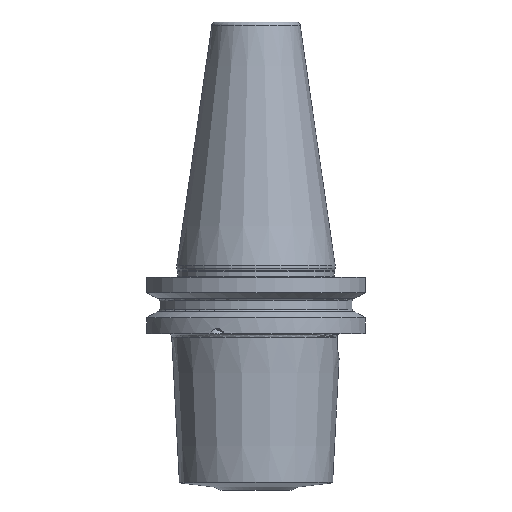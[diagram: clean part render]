
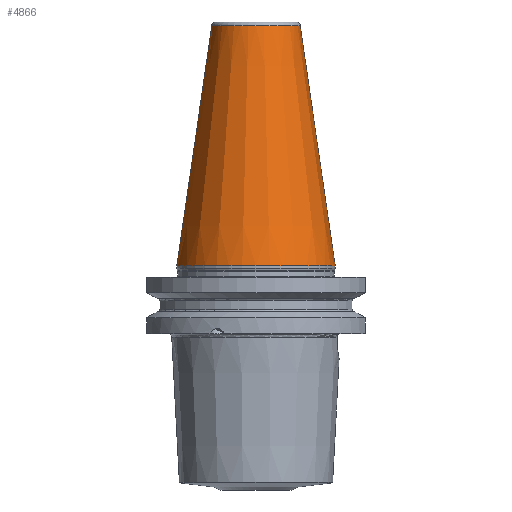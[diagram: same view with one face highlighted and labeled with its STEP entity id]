
A CAD part, left-side view. The second image highlights one B-rep face of the part: STEP entity #4866.
In plain terms, the highlighted conical face has half-angle 8.3 degrees and reference radius 17.311 mm.
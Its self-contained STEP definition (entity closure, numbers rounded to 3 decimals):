
#2072=CARTESIAN_POINT('',(0.,0.,0.));
#2073=DIRECTION('',(0.,0.,1.));
#2074=DIRECTION('',(0.,1.,0.));
#2075=AXIS2_PLACEMENT_3D('',#2072,#2073,#2074);
#2088=CARTESIAN_POINT('',(0.,0.,67.373));
#2089=DIRECTION('',(0.,0.,1.));
#2090=DIRECTION('',(0.,1.,0.));
#2091=AXIS2_PLACEMENT_3D('',#2088,#2089,#2090);
#3300=DIRECTION('',(0.,-0.144,0.99));
#3301=VECTOR('',#3300,68.086);
#3302=CARTESIAN_POINT('',(0.,22.225,0.));
#3303=LINE('',#3302,#3301);
#3315=DIRECTION('',(0.,0.144,0.99));
#3316=VECTOR('',#3315,68.086);
#3317=CARTESIAN_POINT('',(0.,-22.225,0.));
#3318=LINE('',#3317,#3316);
#3366=CARTESIAN_POINT('',(0.,-22.225,0.));
#3367=VERTEX_POINT('',#3366);
#3368=CARTESIAN_POINT('',(0.,22.225,0.));
#3369=VERTEX_POINT('',#3368);
#3554=CARTESIAN_POINT('',(0.,12.396,67.373));
#3555=CARTESIAN_POINT('',(0.,-12.396,67.373));
#3556=VERTEX_POINT('',#3554);
#3557=VERTEX_POINT('',#3555);
#4852=CARTESIAN_POINT('',(0.,0.,33.687));
#4853=DIRECTION('',(0.,0.,-1.));
#4854=DIRECTION('',(0.,1.,0.));
#4855=AXIS2_PLACEMENT_3D('',#4852,#4853,#4854);
#4856=CONICAL_SURFACE('',#4855,17.311,8.3);
#4858=ORIENTED_EDGE('',*,*,#4857,.T.);
#4860=ORIENTED_EDGE('',*,*,#4859,.F.);
#4861=ORIENTED_EDGE('',*,*,#4847,.F.);
#4863=ORIENTED_EDGE('',*,*,#4862,.T.);
#4864=EDGE_LOOP('',(#4858,#4860,#4861,#4863));
#4865=FACE_OUTER_BOUND('',#4864,.F.);
#2076=CIRCLE('',#2075,22.225);
#2092=CIRCLE('',#2091,12.396);
#4847=EDGE_CURVE('',#3369,#3367,#2076,.T.);
#4857=EDGE_CURVE('',#3556,#3557,#2092,.T.);
#4859=EDGE_CURVE('',#3367,#3557,#3318,.T.);
#4862=EDGE_CURVE('',#3369,#3556,#3303,.T.);
#4866=ADVANCED_FACE('',(#4865),#4856,.T.);
